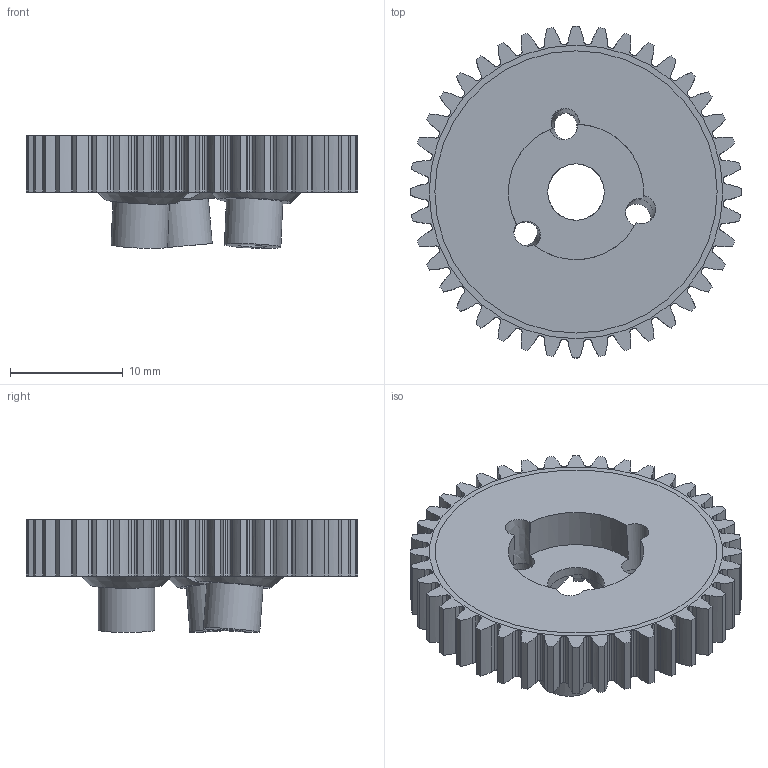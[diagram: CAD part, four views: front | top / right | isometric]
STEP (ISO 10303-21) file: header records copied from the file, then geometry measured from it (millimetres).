
FILE_DESCRIPTION(('FreeCAD Model'),'2;1');
FILE_NAME('Open CASCADE Shape Model','2022-11-17T14:12:00',(''),(''), 'Open CASCADE STEP processor 7.5','FreeCAD','Unknown');
FILE_SCHEMA(('AUTOMOTIVE_DESIGN { 1 0 10303 214 1 1 1 1 }'));
Length unit declared in the file: millimetre
Products named in the file (1): Connect002
Bounding box: 29.4 x 29.4 x 10 mm (x, y, z)
Volume: 2830.6 mm3; surface area: 2582.8 mm2
Topology: 1 solids, 1 shells, 379 faces, 1108 edges, 736 vertices
Faces by surface type: cylinder 185, extrusion 163, plane 22, cone 9
Full cylindrical faces by diameter (mm): 2.5 x4, 5 x4
Entity records: 31884 total; most frequent: CARTESIAN_POINT 11309, DIRECTION 3359, ORIENTED_EDGE 2216, PCURVE 2216, DEFINITIONAL_REPRESENTATION 2216, VECTOR 1865, LINE 1702, EDGE_CURVE 1108
